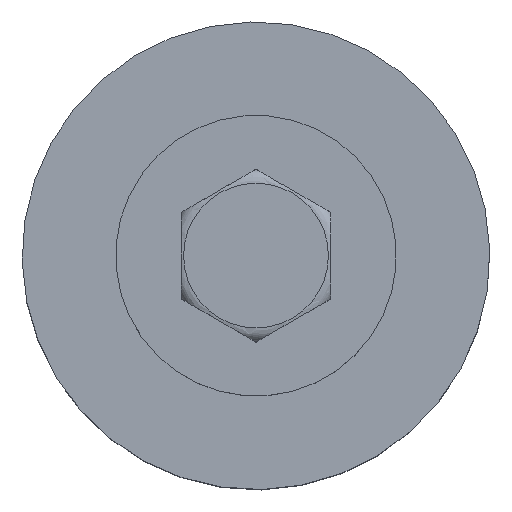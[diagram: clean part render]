
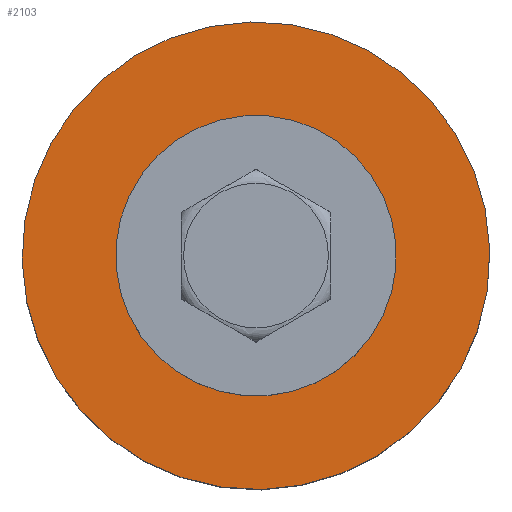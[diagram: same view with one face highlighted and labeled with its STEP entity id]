
A CAD part, top view. The second image highlights one B-rep face of the part: STEP entity #2103.
In plain terms, the highlighted face is planar.
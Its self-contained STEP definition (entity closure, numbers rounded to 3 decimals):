
#116=FACE_BOUND('',#431,.T.);
#140=CIRCLE('',#2403,12.075);
#143=CIRCLE('',#2407,25.);
#260=PLANE('',#2409);
#318=FACE_OUTER_BOUND('',#430,.T.);
#430=EDGE_LOOP('',(#1476));
#431=EDGE_LOOP('',(#1477));
#878=VERTEX_POINT('',#3386);
#881=VERTEX_POINT('',#3394);
#1107=EDGE_CURVE('',#878,#878,#140,.T.);
#1112=EDGE_CURVE('',#881,#881,#143,.T.);
#1476=ORIENTED_EDGE('',*,*,#1112,.T.);
#1477=ORIENTED_EDGE('',*,*,#1107,.T.);
#2103=ADVANCED_FACE('',(#318,#116),#260,.T.);
#2403=AXIS2_PLACEMENT_3D('',#3387,#2717,#2718);
#2407=AXIS2_PLACEMENT_3D('',#3396,#2727,#2728);
#2409=AXIS2_PLACEMENT_3D('',#3398,#2731,#2732);
#2717=DIRECTION('center_axis',(0.,0.,1.));
#2718=DIRECTION('ref_axis',(-1.,0.,0.));
#2727=DIRECTION('center_axis',(0.,0.,-1.));
#2728=DIRECTION('ref_axis',(-1.,0.,0.));
#2731=DIRECTION('center_axis',(0.,0.,-1.));
#2732=DIRECTION('ref_axis',(-1.,0.,0.));
#3386=CARTESIAN_POINT('',(12.075,0.,0.));
#3387=CARTESIAN_POINT('Origin',(0.,0.,0.));
#3394=CARTESIAN_POINT('',(25.,0.,0.));
#3396=CARTESIAN_POINT('Origin',(0.,0.,0.));
#3398=CARTESIAN_POINT('Origin',(0.,0.,0.));
